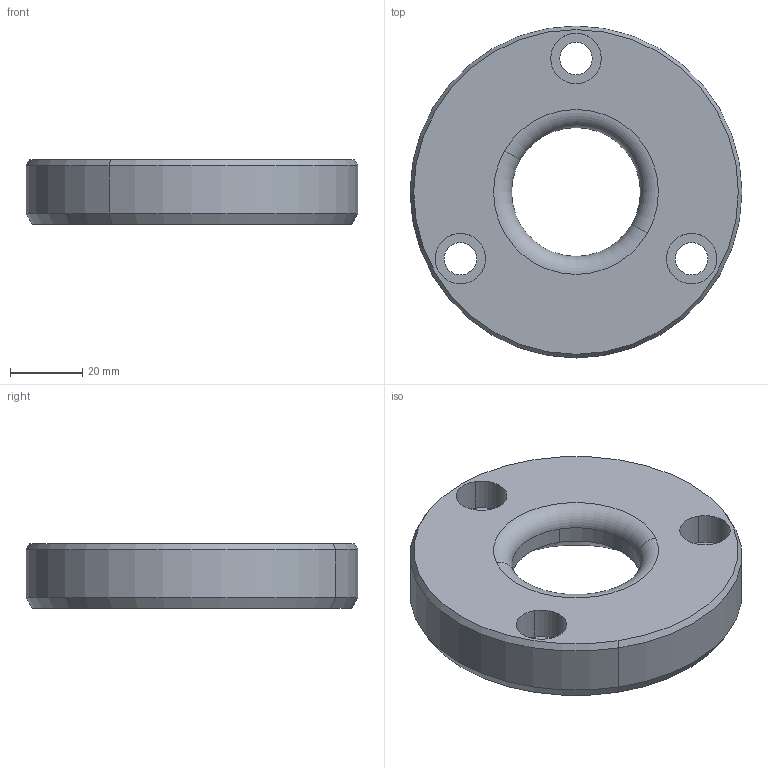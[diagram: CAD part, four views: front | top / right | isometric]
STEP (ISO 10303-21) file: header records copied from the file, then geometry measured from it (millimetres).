
FILE_DESCRIPTION((''),'2;1');
FILE_NAME('1990105.stp','2001-08-14T10:46:45',('PowerParts'),('web2CAD AG'),'AutoCAD STEP 2000i','AutoCAD 2000i',', , ');
FILE_SCHEMA(('AUTOMOTIVE_DESIGN { 1 2 10303 214 0 1 1 1 }'));
Length unit declared in the file: millimetre
Products named in the file (2): 1990105; EH 1990.105 PULL-IN RING CENTRICAL_1
Assembly tree (1 placements, depth 2):
  1990105
    EH 1990.105 PULL-IN RING CENTRICAL_1
Bounding box: 92 x 92 x 18 mm (x, y, z)
Volume: 88322 mm3; surface area: 18753.7 mm2
Topology: 1 solids, 1 shells, 29 faces, 67 edges, 43 vertices
Faces by surface type: cylinder 16, cone 6, plane 5, torus 2
Entity records: 921 total; most frequent: DIRECTION 174, CARTESIAN_POINT 141, ORIENTED_EDGE 134, AXIS2_PLACEMENT_3D 76, EDGE_CURVE 67, CIRCLE 45, VERTEX_POINT 43, EDGE_LOOP 40
